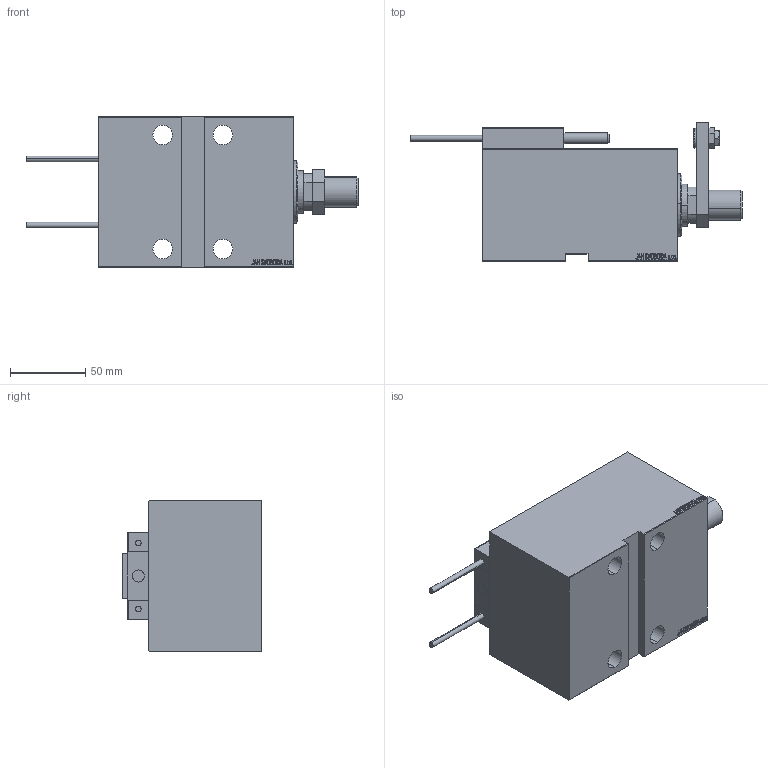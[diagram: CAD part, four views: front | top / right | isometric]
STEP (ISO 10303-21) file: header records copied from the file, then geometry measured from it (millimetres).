
FILE_DESCRIPTION (( 'STEP AP203' ), '1' );
FILE_NAME ('65fb.STEP', '2021-11-01T23:16:49', ( '' ), ( '' ), 'SwSTEP 2.0', 'SolidWorks 2019', '' );
FILE_SCHEMA (( 'CONFIG_CONTROL_DESIGN' ));
Length unit declared in the file: millimetre
Products named in the file (17): SWITCH X 21cf41bdcfae35176bea50fef0feb23f; V450CM_G_VCP 21cf41bdcfae35176bea50fef0feb23f; KONCOVKA 21cf41bdcfae35176bea50fef0feb23f; TYC_L79 21cf41bdcfae35176bea50fef0feb23f; MAGNET 21cf41bdcfae35176bea50fef0feb23f; Block 21cf41bdcfae35176bea50fef0feb23f; ALLEN BOLT D8 21cf41bdcfae35176bea50fef0feb23f; V450CM_VC_G 21cf41bdcfae35176bea50fef0feb23f; SWITCH DIM B,W 21cf41bdcfae35176bea50fef0feb23f; 65fb; ZARAZKA 21cf41bdcfae35176bea50fef0feb23f; V450CM_G 21cf41bdcfae35176bea50fef0feb23f; NUT_D12 21cf41bdcfae35176bea50fef0feb23f; ALLEN BOLT D5 21cf41bdcfae35176bea50fef0feb23f; SWITCH_X_FRONT_BACK 21cf41bdcfae35176bea50fef0feb23f; V450CM_MALE_METRIC 21cf41bdcfae35176bea50fef0feb23f; NUT_D10 21cf41bdcfae35176bea50fef0feb23f
Assembly tree (26 placements, depth 3):
  65fb
    V450CM_G 21cf41bdcfae35176bea50fef0feb23f
    V450CM_G_VCP 21cf41bdcfae35176bea50fef0feb23f
    V450CM_VC_G 21cf41bdcfae35176bea50fef0feb23f
    SWITCH X 21cf41bdcfae35176bea50fef0feb23f
      SWITCH_X_FRONT_BACK 21cf41bdcfae35176bea50fef0feb23f  x2
      TYC_L79 21cf41bdcfae35176bea50fef0feb23f
      Block 21cf41bdcfae35176bea50fef0feb23f  x2
      ALLEN BOLT D5 21cf41bdcfae35176bea50fef0feb23f  x4
      ALLEN BOLT D8 21cf41bdcfae35176bea50fef0feb23f  x4
      MAGNET 21cf41bdcfae35176bea50fef0feb23f  x2
      KONCOVKA 21cf41bdcfae35176bea50fef0feb23f  x2
    ZARAZKA 21cf41bdcfae35176bea50fef0feb23f
    NUT_D10 21cf41bdcfae35176bea50fef0feb23f
    NUT_D12 21cf41bdcfae35176bea50fef0feb23f
    SWITCH DIM B,W 21cf41bdcfae35176bea50fef0feb23f
    V450CM_MALE_METRIC 21cf41bdcfae35176bea50fef0feb23f
Bounding box: 221 x 92.5 x 100 mm (x, y, z)
Volume: 839736.5 mm3; surface area: 150237.9 mm2
Topology: 25 solids, 25 shells, 1309 faces, 3126 edges, 1998 vertices
Faces by surface type: plane 576, bspline 380, cylinder 186, cone 117, torus 46, sphere 4
Entity records: 50542 total; most frequent: CARTESIAN_POINT 25480, ORIENTED_EDGE 5272, DIRECTION 3583, EDGE_CURVE 2636, VERTEX_POINT 1722, LINE 1517, VECTOR 1517, EDGE_LOOP 1220
